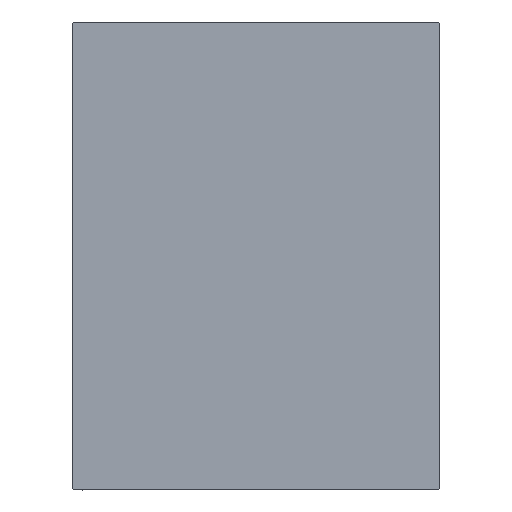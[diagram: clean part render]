
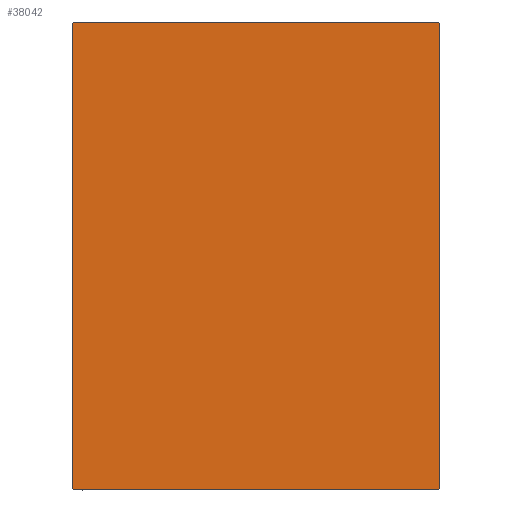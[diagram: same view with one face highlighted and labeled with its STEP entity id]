
A CAD part, left-side view. The second image highlights one B-rep face of the part: STEP entity #38042.
In plain terms, the highlighted face is planar.
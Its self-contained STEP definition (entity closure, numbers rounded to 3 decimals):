
#1429 = ORIENTED_EDGE ( 'NONE', *, *, #5792, .T. ) ;
#2878 = DIRECTION ( 'NONE',  ( 0., 0., 1. ) ) ;
#4634 = VECTOR ( 'NONE', #26564, 1000. ) ;
#4716 = LINE ( 'NONE', #41427, #17070 ) ;
#5489 = LINE ( 'NONE', #32560, #30640 ) ;
#5792 = EDGE_CURVE ( 'NONE', #26845, #41873, #5489, .T. ) ;
#5912 = VERTEX_POINT ( 'NONE', #24402 ) ;
#6278 = DIRECTION ( 'NONE',  ( 1., 0., 0. ) ) ;
#6358 = VECTOR ( 'NONE', #2878, 1000. ) ;
#7428 = DIRECTION ( 'NONE',  ( 0., -0.707, 0.707 ) ) ;
#7440 = VERTEX_POINT ( 'NONE', #21820 ) ;
#7784 = ORIENTED_EDGE ( 'NONE', *, *, #16796, .T. ) ;
#8704 = LINE ( 'NONE', #36658, #6358 ) ;
#8747 = PLANE ( 'NONE',  #16370 ) ;
#9797 = VECTOR ( 'NONE', #38010, 1000. ) ;
#12134 = EDGE_CURVE ( 'NONE', #27545, #5912, #27718, .T. ) ;
#12730 = LINE ( 'NONE', #26377, #29707 ) ;
#13841 = CARTESIAN_POINT ( 'NONE',  ( 173., 62.35, -62.35 ) ) ;
#15850 = CARTESIAN_POINT ( 'NONE',  ( 173., 54.7, -70. ) ) ;
#16112 = CARTESIAN_POINT ( 'NONE',  ( 173., -62.35, -62.35 ) ) ;
#16370 = AXIS2_PLACEMENT_3D ( 'NONE', #31481, #6278, #23259 ) ;
#16523 = ORIENTED_EDGE ( 'NONE', *, *, #12134, .T. ) ;
#16796 = EDGE_CURVE ( 'NONE', #41873, #17343, #23646, .T. ) ;
#17070 = VECTOR ( 'NONE', #7428, 1000. ) ;
#17343 = VERTEX_POINT ( 'NONE', #30539 ) ;
#18570 = EDGE_CURVE ( 'NONE', #17343, #25450, #36483, .T. ) ;
#19239 = DIRECTION ( 'NONE',  ( 0., 1., 0. ) ) ;
#19366 = EDGE_LOOP ( 'NONE', ( #20483, #16523, #29064, #21388, #25707, #1429, #7784, #31056 ) ) ;
#20334 = CARTESIAN_POINT ( 'NONE',  ( 173., -54.7, -70. ) ) ;
#20483 = ORIENTED_EDGE ( 'NONE', *, *, #43591, .T. ) ;
#21066 = CARTESIAN_POINT ( 'NONE',  ( 173., 54.7, 70. ) ) ;
#21388 = ORIENTED_EDGE ( 'NONE', *, *, #37879, .T. ) ;
#21501 = VECTOR ( 'NONE', #19239, 1000. ) ;
#21820 = CARTESIAN_POINT ( 'NONE',  ( 173., 55., 69.7 ) ) ;
#22694 = DIRECTION ( 'NONE',  ( 0., -0.707, -0.707 ) ) ;
#23259 = DIRECTION ( 'NONE',  ( 0., 0., -1. ) ) ;
#23646 = LINE ( 'NONE', #39998, #4634 ) ;
#24402 = CARTESIAN_POINT ( 'NONE',  ( 173., 55., -69.7 ) ) ;
#24421 = EDGE_CURVE ( 'NONE', #38689, #26845, #12730, .T. ) ;
#25450 = VERTEX_POINT ( 'NONE', #20334 ) ;
#25707 = ORIENTED_EDGE ( 'NONE', *, *, #24421, .T. ) ;
#26377 = CARTESIAN_POINT ( 'NONE',  ( 173., 55., 70. ) ) ;
#26564 = DIRECTION ( 'NONE',  ( 0., 0., -1. ) ) ;
#26845 = VERTEX_POINT ( 'NONE', #40588 ) ;
#27545 = VERTEX_POINT ( 'NONE', #15850 ) ;
#27718 = LINE ( 'NONE', #13841, #9797 ) ;
#29064 = ORIENTED_EDGE ( 'NONE', *, *, #33059, .T. ) ;
#29707 = VECTOR ( 'NONE', #40028, 1000. ) ;
#30539 = CARTESIAN_POINT ( 'NONE',  ( 173., -55., -69.7 ) ) ;
#30640 = VECTOR ( 'NONE', #22694, 1000. ) ;
#31056 = ORIENTED_EDGE ( 'NONE', *, *, #18570, .T. ) ;
#31481 = CARTESIAN_POINT ( 'NONE',  ( 173., 0., 0. ) ) ;
#32560 = CARTESIAN_POINT ( 'NONE',  ( 173., -62.35, 62.35 ) ) ;
#33059 = EDGE_CURVE ( 'NONE', #5912, #7440, #8704, .T. ) ;
#36483 = LINE ( 'NONE', #16112, #38822 ) ;
#36658 = CARTESIAN_POINT ( 'NONE',  ( 173., 55., -70. ) ) ;
#37879 = EDGE_CURVE ( 'NONE', #7440, #38689, #4716, .T. ) ;
#38010 = DIRECTION ( 'NONE',  ( 0., 0.707, 0.707 ) ) ;
#38042 = ADVANCED_FACE ( 'NONE', ( #39388 ), #8747, .T. ) ;
#38689 = VERTEX_POINT ( 'NONE', #21066 ) ;
#38822 = VECTOR ( 'NONE', #42973, 1000. ) ;
#39388 = FACE_OUTER_BOUND ( 'NONE', #19366, .T. ) ;
#39998 = CARTESIAN_POINT ( 'NONE',  ( 173., -55., 70. ) ) ;
#40028 = DIRECTION ( 'NONE',  ( 0., -1., 0. ) ) ;
#40588 = CARTESIAN_POINT ( 'NONE',  ( 173., -54.7, 70. ) ) ;
#41427 = CARTESIAN_POINT ( 'NONE',  ( 173., 62.35, 62.35 ) ) ;
#41873 = VERTEX_POINT ( 'NONE', #42229 ) ;
#42229 = CARTESIAN_POINT ( 'NONE',  ( 173., -55., 69.7 ) ) ;
#42497 = CARTESIAN_POINT ( 'NONE',  ( 173., -55., -70. ) ) ;
#42956 = LINE ( 'NONE', #42497, #21501 ) ;
#42973 = DIRECTION ( 'NONE',  ( 0., 0.707, -0.707 ) ) ;
#43591 = EDGE_CURVE ( 'NONE', #25450, #27545, #42956, .T. ) ;
